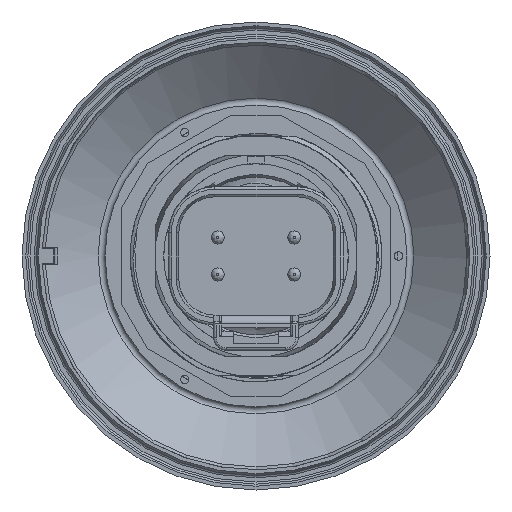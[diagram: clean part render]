
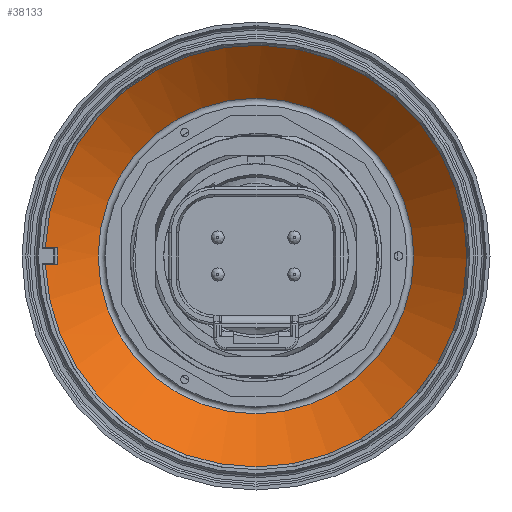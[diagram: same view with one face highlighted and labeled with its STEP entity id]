
A CAD part, front view. The second image highlights one B-rep face of the part: STEP entity #38133.
In plain terms, the highlighted conical face has half-angle 50 degrees and reference radius 21.982 mm.
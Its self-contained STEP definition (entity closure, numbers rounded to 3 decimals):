
#784=(
BOUNDED_CURVE()
B_SPLINE_CURVE(2,(#61815,#61816,#61817),.UNSPECIFIED.,.F.,.F.)
B_SPLINE_CURVE_WITH_KNOTS((3,3),(0.13,0.173),
 .UNSPECIFIED.)
CURVE()
GEOMETRIC_REPRESENTATION_ITEM()
RATIONAL_B_SPLINE_CURVE((1.003,1.003,1.003))
REPRESENTATION_ITEM('')
);
#785=(
BOUNDED_CURVE()
B_SPLINE_CURVE(2,(#61819,#61820,#61821),.UNSPECIFIED.,.F.,.F.)
B_SPLINE_CURVE_WITH_KNOTS((3,3),(0.,0.147),.UNSPECIFIED.)
CURVE()
GEOMETRIC_REPRESENTATION_ITEM()
RATIONAL_B_SPLINE_CURVE((1.,1.,1.))
REPRESENTATION_ITEM('')
);
#786=(
BOUNDED_CURVE()
B_SPLINE_CURVE(2,(#61895,#61896,#61897),.UNSPECIFIED.,.F.,.F.)
B_SPLINE_CURVE_WITH_KNOTS((3,3),(0.,0.147),.UNSPECIFIED.)
CURVE()
GEOMETRIC_REPRESENTATION_ITEM()
RATIONAL_B_SPLINE_CURVE((1.,1.,1.))
REPRESENTATION_ITEM('')
);
#787=(
BOUNDED_CURVE()
B_SPLINE_CURVE(2,(#61898,#61899,#61900),.UNSPECIFIED.,.F.,.F.)
B_SPLINE_CURVE_WITH_KNOTS((3,3),(0.653,0.696),
 .UNSPECIFIED.)
CURVE()
GEOMETRIC_REPRESENTATION_ITEM()
RATIONAL_B_SPLINE_CURVE((1.003,1.003,1.003))
REPRESENTATION_ITEM('')
);
#852=CONICAL_SURFACE('',#40991,21.982,0.873);
#1142=B_SPLINE_CURVE_WITH_KNOTS('',3,(#61878,#61879,#61880,#61881),
 .UNSPECIFIED.,.F.,.F.,(4,4),(-2.004,-1.809),
 .UNSPECIFIED.);
#1850=LINE('',#61905,#5635);
#5635=VECTOR('',#45076,21.982);
#9945=FACE_OUTER_BOUND('',#12060,.T.);
#12060=EDGE_LOOP('',(#26436,#26437,#26438,#26439,#26440,#26441,#26442,#26443,
#26444,#26445,#26446,#26447));
#14187=CIRCLE('',#40992,25.143);
#14188=CIRCLE('',#40993,18.821);
#14189=CIRCLE('',#40994,18.821);
#14190=CIRCLE('',#40995,18.821);
#14191=CIRCLE('',#40996,25.143);
#15816=VERTEX_POINT('',#61791);
#15817=VERTEX_POINT('',#61814);
#15818=VERTEX_POINT('',#61818);
#15821=VERTEX_POINT('',#61855);
#15823=VERTEX_POINT('',#61885);
#15824=VERTEX_POINT('',#61894);
#15825=VERTEX_POINT('',#61902);
#15826=VERTEX_POINT('',#61904);
#15827=VERTEX_POINT('',#61906);
#15828=VERTEX_POINT('',#61908);
#19896=EDGE_CURVE('',#15817,#15816,#784,.T.);
#19897=EDGE_CURVE('',#15818,#15817,#785,.T.);
#19903=EDGE_CURVE('',#15821,#15816,#1142,.T.);
#19906=EDGE_CURVE('',#15824,#15823,#786,.T.);
#19907=EDGE_CURVE('',#15821,#15824,#787,.T.);
#19908=EDGE_CURVE('',#15823,#15825,#14187,.T.);
#19909=EDGE_CURVE('',#15825,#15826,#1850,.T.);
#19910=EDGE_CURVE('',#15827,#15826,#14188,.T.);
#19911=EDGE_CURVE('',#15828,#15827,#14189,.T.);
#19912=EDGE_CURVE('',#15826,#15828,#14190,.T.);
#19913=EDGE_CURVE('',#15825,#15818,#14191,.T.);
#26436=ORIENTED_EDGE('',*,*,#19907,.T.);
#26437=ORIENTED_EDGE('',*,*,#19906,.T.);
#26438=ORIENTED_EDGE('',*,*,#19908,.T.);
#26439=ORIENTED_EDGE('',*,*,#19909,.T.);
#26440=ORIENTED_EDGE('',*,*,#19910,.F.);
#26441=ORIENTED_EDGE('',*,*,#19911,.F.);
#26442=ORIENTED_EDGE('',*,*,#19912,.F.);
#26443=ORIENTED_EDGE('',*,*,#19909,.F.);
#26444=ORIENTED_EDGE('',*,*,#19913,.T.);
#26445=ORIENTED_EDGE('',*,*,#19897,.T.);
#26446=ORIENTED_EDGE('',*,*,#19896,.T.);
#26447=ORIENTED_EDGE('',*,*,#19903,.F.);
#38133=ADVANCED_FACE('',(#9945),#852,.F.);
#40991=AXIS2_PLACEMENT_3D('',#61901,#45072,#45073);
#40992=AXIS2_PLACEMENT_3D('',#61903,#45074,#45075);
#40993=AXIS2_PLACEMENT_3D('',#61907,#45077,#45078);
#40994=AXIS2_PLACEMENT_3D('',#61909,#45079,#45080);
#40995=AXIS2_PLACEMENT_3D('',#61910,#45081,#45082);
#40996=AXIS2_PLACEMENT_3D('',#61911,#45083,#45084);
#45072=DIRECTION('center_axis',(0.,-1.,0.));
#45073=DIRECTION('ref_axis',(1.,0.,0.));
#45074=DIRECTION('center_axis',(0.,-1.,0.));
#45075=DIRECTION('ref_axis',(1.,0.,0.));
#45076=DIRECTION('',(0.766,0.643,0.));
#45077=DIRECTION('center_axis',(0.,-1.,0.));
#45078=DIRECTION('ref_axis',(1.,0.,0.));
#45079=DIRECTION('center_axis',(0.,-1.,0.));
#45080=DIRECTION('ref_axis',(1.,0.,0.));
#45081=DIRECTION('center_axis',(0.,-1.,0.));
#45082=DIRECTION('ref_axis',(1.,0.,0.));
#45083=DIRECTION('center_axis',(0.,-1.,0.));
#45084=DIRECTION('ref_axis',(1.,0.,0.));
#61791=CARTESIAN_POINT('',(1.,5.023,23.642));
#61814=CARTESIAN_POINT('',(1.,4.723,24.));
#61815=CARTESIAN_POINT('Ctrl Pts',(1.,4.723,24.));
#61816=CARTESIAN_POINT('Ctrl Pts',(1.,4.874,23.82));
#61817=CARTESIAN_POINT('Ctrl Pts',(1.,5.023,23.642));
#61818=CARTESIAN_POINT('',(1.,3.782,25.123));
#61819=CARTESIAN_POINT('Ctrl Pts',(1.,3.782,25.123));
#61820=CARTESIAN_POINT('Ctrl Pts',(1.,4.263,24.549));
#61821=CARTESIAN_POINT('Ctrl Pts',(1.,4.723,24.));
#61855=CARTESIAN_POINT('',(-1.,5.023,23.642));
#61878=CARTESIAN_POINT('Ctrl Pts',(-1.,5.023,
23.642));
#61879=CARTESIAN_POINT('Ctrl Pts',(-0.334,5.046,23.643));
#61880=CARTESIAN_POINT('Ctrl Pts',(0.334,5.046,23.643));
#61881=CARTESIAN_POINT('Ctrl Pts',(1.,5.023,23.642));
#61885=CARTESIAN_POINT('',(-1.,3.782,25.123));
#61894=CARTESIAN_POINT('',(-1.,4.723,24.));
#61895=CARTESIAN_POINT('Ctrl Pts',(-1.,4.723,24.));
#61896=CARTESIAN_POINT('Ctrl Pts',(-1.,4.263,24.549));
#61897=CARTESIAN_POINT('Ctrl Pts',(-1.,3.782,25.123));
#61898=CARTESIAN_POINT('Ctrl Pts',(-1.,5.023,
23.642));
#61899=CARTESIAN_POINT('Ctrl Pts',(-1.,4.874,23.82));
#61900=CARTESIAN_POINT('Ctrl Pts',(-1.,4.723,24.));
#61901=CARTESIAN_POINT('Origin',(0.,6.434,0.));
#61902=CARTESIAN_POINT('',(-25.143,3.782,0.));
#61903=CARTESIAN_POINT('Origin',(0.,3.782,0.));
#61904=CARTESIAN_POINT('',(-18.821,9.086,0.));
#61905=CARTESIAN_POINT('',(-21.982,6.434,0.));
#61906=CARTESIAN_POINT('',(0.,9.086,18.821));
#61907=CARTESIAN_POINT('Origin',(0.,9.086,0.));
#61908=CARTESIAN_POINT('',(18.821,9.086,0.));
#61909=CARTESIAN_POINT('Origin',(0.,9.086,0.));
#61910=CARTESIAN_POINT('Origin',(0.,9.086,0.));
#61911=CARTESIAN_POINT('Origin',(0.,3.782,0.));
